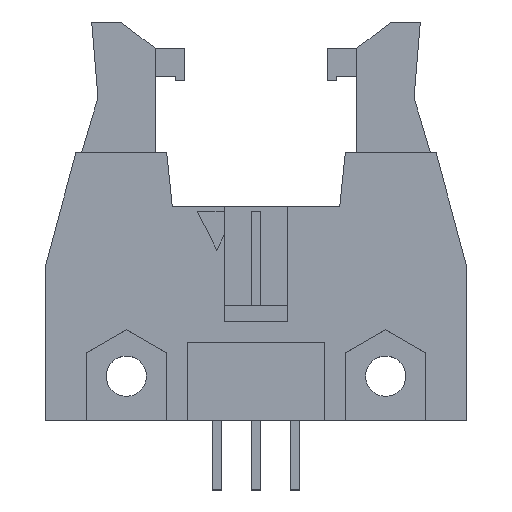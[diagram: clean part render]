
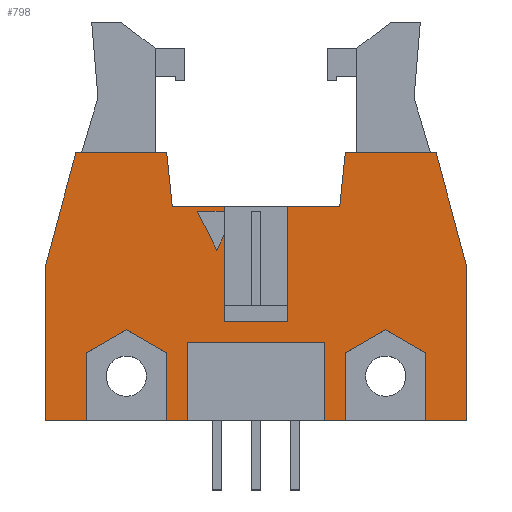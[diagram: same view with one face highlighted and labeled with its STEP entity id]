
A CAD part, top view. The second image highlights one B-rep face of the part: STEP entity #798.
In plain terms, the highlighted planar face has unit normal (0, 0, 1).
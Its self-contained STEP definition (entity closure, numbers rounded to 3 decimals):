
#798=ADVANCED_FACE('',(#1068),#936,.T.);
#936=PLANE('',#3432);
#1068=FACE_OUTER_BOUND('',#1227,.T.);
#1227=EDGE_LOOP('',(#1873,#1874,#1875,#1876,#1877,#1878,#1879,#1880,#1881,
#1882,#1883,#1884,#1885,#1886,#1887,#1888,#1889,#1890,#1891,#1892,#1893,
#1894,#1895,#1896,#1897,#1898,#1899,#1900,#1901,#1902,#1903,#1904));
#1873=ORIENTED_EDGE('',*,*,#2564,.T.);
#1874=ORIENTED_EDGE('',*,*,#2565,.T.);
#1875=ORIENTED_EDGE('',*,*,#2563,.F.);
#1876=ORIENTED_EDGE('',*,*,#2358,.F.);
#1877=ORIENTED_EDGE('',*,*,#2555,.F.);
#1878=ORIENTED_EDGE('',*,*,#2455,.F.);
#1879=ORIENTED_EDGE('',*,*,#2459,.F.);
#1880=ORIENTED_EDGE('',*,*,#2512,.F.);
#1881=ORIENTED_EDGE('',*,*,#2469,.T.);
#1882=ORIENTED_EDGE('',*,*,#2471,.T.);
#1883=ORIENTED_EDGE('',*,*,#2473,.T.);
#1884=ORIENTED_EDGE('',*,*,#2475,.T.);
#1885=ORIENTED_EDGE('',*,*,#2511,.F.);
#1886=ORIENTED_EDGE('',*,*,#2480,.T.);
#1887=ORIENTED_EDGE('',*,*,#2484,.T.);
#1888=ORIENTED_EDGE('',*,*,#2486,.T.);
#1889=ORIENTED_EDGE('',*,*,#2510,.F.);
#1890=ORIENTED_EDGE('',*,*,#2494,.T.);
#1891=ORIENTED_EDGE('',*,*,#2497,.T.);
#1892=ORIENTED_EDGE('',*,*,#2499,.T.);
#1893=ORIENTED_EDGE('',*,*,#2501,.T.);
#1894=ORIENTED_EDGE('',*,*,#2509,.F.);
#1895=ORIENTED_EDGE('',*,*,#2505,.F.);
#1896=ORIENTED_EDGE('',*,*,#2527,.F.);
#1897=ORIENTED_EDGE('',*,*,#2542,.F.);
#1898=ORIENTED_EDGE('',*,*,#2534,.F.);
#1899=ORIENTED_EDGE('',*,*,#2537,.F.);
#1900=ORIENTED_EDGE('',*,*,#2566,.T.);
#1901=ORIENTED_EDGE('',*,*,#2318,.T.);
#1902=ORIENTED_EDGE('',*,*,#2567,.T.);
#1903=ORIENTED_EDGE('',*,*,#2313,.T.);
#1904=ORIENTED_EDGE('',*,*,#2309,.T.);
#2033=VERTEX_POINT('',#4298);
#2035=VERTEX_POINT('',#4301);
#2038=VERTEX_POINT('',#4309);
#2039=VERTEX_POINT('',#4313);
#2042=VERTEX_POINT('',#4318);
#2069=VERTEX_POINT('',#4400);
#2070=VERTEX_POINT('',#4402);
#2137=VERTEX_POINT('',#4605);
#2138=VERTEX_POINT('',#4607);
#2140=VERTEX_POINT('',#4613);
#2148=VERTEX_POINT('',#4633);
#2149=VERTEX_POINT('',#4635);
#2150=VERTEX_POINT('',#4639);
#2151=VERTEX_POINT('',#4643);
#2152=VERTEX_POINT('',#4647);
#2157=VERTEX_POINT('',#4660);
#2158=VERTEX_POINT('',#4661);
#2159=VERTEX_POINT('',#4666);
#2160=VERTEX_POINT('',#4670);
#2168=VERTEX_POINT('',#4690);
#2169=VERTEX_POINT('',#4691);
#2170=VERTEX_POINT('',#4696);
#2171=VERTEX_POINT('',#4700);
#2172=VERTEX_POINT('',#4704);
#2175=VERTEX_POINT('',#4711);
#2176=VERTEX_POINT('',#4713);
#2186=VERTEX_POINT('',#4750);
#2193=VERTEX_POINT('',#4766);
#2194=VERTEX_POINT('',#4768);
#2196=VERTEX_POINT('',#4773);
#2208=VERTEX_POINT('',#4821);
#2209=VERTEX_POINT('',#4825);
#2309=EDGE_CURVE('',#2035,#2033,#2673,.T.);
#2313=EDGE_CURVE('',#2038,#2035,#2677,.T.);
#2318=EDGE_CURVE('',#2039,#2042,#2682,.T.);
#2358=EDGE_CURVE('',#2069,#2070,#2722,.T.);
#2455=EDGE_CURVE('',#2137,#2138,#2815,.T.);
#2459=EDGE_CURVE('',#2140,#2137,#2819,.T.);
#2469=EDGE_CURVE('',#2148,#2149,#2827,.T.);
#2471=EDGE_CURVE('',#2149,#2150,#2829,.T.);
#2473=EDGE_CURVE('',#2150,#2151,#2831,.T.);
#2475=EDGE_CURVE('',#2151,#2152,#2833,.T.);
#2480=EDGE_CURVE('',#2157,#2158,#2838,.T.);
#2484=EDGE_CURVE('',#2158,#2159,#2842,.T.);
#2486=EDGE_CURVE('',#2159,#2160,#2844,.T.);
#2494=EDGE_CURVE('',#2168,#2169,#2850,.T.);
#2497=EDGE_CURVE('',#2169,#2170,#2853,.T.);
#2499=EDGE_CURVE('',#2170,#2171,#2855,.T.);
#2501=EDGE_CURVE('',#2171,#2172,#2857,.T.);
#2505=EDGE_CURVE('',#2175,#2176,#2861,.T.);
#2509=EDGE_CURVE('',#2176,#2172,#2865,.T.);
#2510=EDGE_CURVE('',#2168,#2160,#2866,.T.);
#2511=EDGE_CURVE('',#2157,#2152,#2867,.T.);
#2512=EDGE_CURVE('',#2148,#2140,#2868,.T.);
#2527=EDGE_CURVE('',#2186,#2175,#2883,.T.);
#2534=EDGE_CURVE('',#2193,#2194,#2890,.T.);
#2537=EDGE_CURVE('',#2196,#2193,#2893,.T.);
#2542=EDGE_CURVE('',#2194,#2186,#2898,.T.);
#2555=EDGE_CURVE('',#2138,#2069,#2911,.T.);
#2563=EDGE_CURVE('',#2070,#2208,#2919,.T.);
#2564=EDGE_CURVE('',#2033,#2209,#2920,.T.);
#2565=EDGE_CURVE('',#2209,#2208,#2921,.T.);
#2566=EDGE_CURVE('',#2196,#2039,#2922,.T.);
#2567=EDGE_CURVE('',#2042,#2038,#2923,.T.);
#2673=LINE('',#4300,#3029);
#2677=LINE('',#4308,#3033);
#2682=LINE('',#4319,#3038);
#2722=LINE('',#4401,#3078);
#2815=LINE('',#4606,#3171);
#2819=LINE('',#4614,#3175);
#2827=LINE('',#4636,#3183);
#2829=LINE('',#4640,#3185);
#2831=LINE('',#4644,#3187);
#2833=LINE('',#4648,#3189);
#2838=LINE('',#4659,#3194);
#2842=LINE('',#4667,#3198);
#2844=LINE('',#4671,#3200);
#2850=LINE('',#4689,#3206);
#2853=LINE('',#4695,#3209);
#2855=LINE('',#4699,#3211);
#2857=LINE('',#4703,#3213);
#2861=LINE('',#4712,#3217);
#2865=LINE('',#4720,#3221);
#2866=LINE('',#4721,#3222);
#2867=LINE('',#4722,#3223);
#2868=LINE('',#4723,#3224);
#2883=LINE('',#4751,#3239);
#2890=LINE('',#4767,#3246);
#2893=LINE('',#4774,#3249);
#2898=LINE('',#4782,#3254);
#2911=LINE('',#4807,#3267);
#2919=LINE('',#4822,#3275);
#2920=LINE('',#4824,#3276);
#2921=LINE('',#4826,#3277);
#2922=LINE('',#4827,#3278);
#2923=LINE('',#4828,#3279);
#3029=VECTOR('',#3616,1.);
#3033=VECTOR('',#3622,1.);
#3038=VECTOR('',#3629,1.);
#3078=VECTOR('',#3699,1.);
#3171=VECTOR('',#3880,1.);
#3175=VECTOR('',#3886,1.);
#3183=VECTOR('',#3904,1.);
#3185=VECTOR('',#3908,1.);
#3187=VECTOR('',#3912,1.);
#3189=VECTOR('',#3916,1.);
#3194=VECTOR('',#3925,1.);
#3198=VECTOR('',#3931,1.);
#3200=VECTOR('',#3935,1.);
#3206=VECTOR('',#3951,1.);
#3209=VECTOR('',#3956,1.);
#3211=VECTOR('',#3960,1.);
#3213=VECTOR('',#3964,1.);
#3217=VECTOR('',#3970,1.);
#3221=VECTOR('',#3976,1.);
#3222=VECTOR('',#3977,1.);
#3223=VECTOR('',#3978,1.);
#3224=VECTOR('',#3979,1.);
#3239=VECTOR('',#4004,1.);
#3246=VECTOR('',#4015,1.);
#3249=VECTOR('',#4020,1.);
#3254=VECTOR('',#4029,1.);
#3267=VECTOR('',#4052,1.);
#3275=VECTOR('',#4066,1.);
#3276=VECTOR('',#4069,1.);
#3277=VECTOR('',#4070,1.);
#3278=VECTOR('',#4071,1.);
#3279=VECTOR('',#4072,1.);
#3432=AXIS2_PLACEMENT_3D('',#4829,#4073,#4074);
#3616=DIRECTION('',(-0.447,0.894,0.));
#3622=DIRECTION('',(-0.447,-0.894,0.));
#3629=DIRECTION('',(-1.,0.,0.));
#3699=DIRECTION('',(0.103,-0.995,0.));
#3880=DIRECTION('',(0.259,0.966,0.));
#3886=DIRECTION('',(0.,1.,0.));
#3904=DIRECTION('',(0.,1.,0.));
#3908=DIRECTION('',(0.866,0.5,0.));
#3912=DIRECTION('',(0.866,-0.5,0.));
#3916=DIRECTION('',(0.,-1.,0.));
#3925=DIRECTION('',(0.,1.,0.));
#3931=DIRECTION('',(1.,0.,0.));
#3935=DIRECTION('',(0.,-1.,0.));
#3951=DIRECTION('',(0.,1.,0.));
#3956=DIRECTION('',(0.866,0.5,0.));
#3960=DIRECTION('',(0.866,-0.5,0.));
#3964=DIRECTION('',(0.,-1.,0.));
#3970=DIRECTION('',(0.,-1.,0.));
#3976=DIRECTION('',(-1.,0.,0.));
#3977=DIRECTION('',(-1.,0.,0.));
#3978=DIRECTION('',(-1.,0.,0.));
#3979=DIRECTION('',(-1.,0.,0.));
#4004=DIRECTION('',(0.259,-0.966,0.));
#4015=DIRECTION('',(0.103,0.995,0.));
#4020=DIRECTION('',(1.,0.,0.));
#4029=DIRECTION('',(1.,0.,0.));
#4052=DIRECTION('',(1.,0.,0.));
#4066=DIRECTION('',(1.,0.,0.));
#4069=DIRECTION('',(1.,0.,0.));
#4070=DIRECTION('',(0.,1.,0.));
#4071=DIRECTION('',(0.,-1.,0.));
#4072=DIRECTION('',(0.,1.,0.));
#4073=DIRECTION('',(0.,0.,1.));
#4074=DIRECTION('',(1.,0.,0.));
#4298=CARTESIAN_POINT('',(-21.813,16.09,8.5));
#4300=CARTESIAN_POINT('',(-20.563,13.59,8.5));
#4301=CARTESIAN_POINT('',(-20.563,13.59,8.5));
#4308=CARTESIAN_POINT('',(-20.073,14.57,8.5));
#4309=CARTESIAN_POINT('',(-20.073,14.57,8.5));
#4313=CARTESIAN_POINT('',(-15.973,8.99,8.5));
#4318=CARTESIAN_POINT('',(-20.073,8.99,8.5));
#4319=CARTESIAN_POINT('',(-15.973,8.99,8.5));
#4400=CARTESIAN_POINT('',(-23.798,19.89,8.5));
#4401=CARTESIAN_POINT('',(-23.798,19.89,8.5));
#4402=CARTESIAN_POINT('',(-23.434,16.39,8.5));
#4605=CARTESIAN_POINT('',(-31.623,12.59,8.5));
#4606=CARTESIAN_POINT('',(-31.623,12.59,8.5));
#4607=CARTESIAN_POINT('',(-29.667,19.89,8.5));
#4613=CARTESIAN_POINT('',(-31.623,2.59,8.5));
#4614=CARTESIAN_POINT('',(-31.623,2.59,8.5));
#4633=CARTESIAN_POINT('',(-29.003,2.59,8.5));
#4635=CARTESIAN_POINT('',(-29.003,6.945,8.5));
#4636=CARTESIAN_POINT('',(-29.003,2.59,8.5));
#4639=CARTESIAN_POINT('',(-26.403,8.446,8.5));
#4640=CARTESIAN_POINT('',(-29.003,6.945,8.5));
#4643=CARTESIAN_POINT('',(-23.803,6.945,8.5));
#4644=CARTESIAN_POINT('',(-26.403,8.446,8.5));
#4647=CARTESIAN_POINT('',(-23.803,2.59,8.5));
#4648=CARTESIAN_POINT('',(-23.803,6.945,8.5));
#4659=CARTESIAN_POINT('',(-22.483,2.59,8.5));
#4660=CARTESIAN_POINT('',(-22.483,2.59,8.5));
#4661=CARTESIAN_POINT('',(-22.483,7.59,8.5));
#4666=CARTESIAN_POINT('',(-13.563,7.59,8.5));
#4667=CARTESIAN_POINT('',(-22.483,7.59,8.5));
#4670=CARTESIAN_POINT('',(-13.563,2.59,8.5));
#4671=CARTESIAN_POINT('',(-13.563,7.59,8.5));
#4689=CARTESIAN_POINT('',(-12.243,2.59,8.5));
#4690=CARTESIAN_POINT('',(-12.243,2.59,8.5));
#4691=CARTESIAN_POINT('',(-12.243,6.945,8.5));
#4695=CARTESIAN_POINT('',(-12.243,6.945,8.5));
#4696=CARTESIAN_POINT('',(-9.643,8.446,8.5));
#4699=CARTESIAN_POINT('',(-9.643,8.446,8.5));
#4700=CARTESIAN_POINT('',(-7.043,6.945,8.5));
#4703=CARTESIAN_POINT('',(-7.043,6.945,8.5));
#4704=CARTESIAN_POINT('',(-7.043,2.59,8.5));
#4711=CARTESIAN_POINT('',(-4.423,12.59,8.5));
#4712=CARTESIAN_POINT('',(-4.423,12.59,8.5));
#4713=CARTESIAN_POINT('',(-4.423,2.59,8.5));
#4720=CARTESIAN_POINT('',(-4.473,2.59,8.5));
#4721=CARTESIAN_POINT('',(-12.243,2.59,8.5));
#4722=CARTESIAN_POINT('',(-22.483,2.59,8.5));
#4723=CARTESIAN_POINT('',(-29.003,2.59,8.5));
#4750=CARTESIAN_POINT('',(-6.379,19.89,8.5));
#4751=CARTESIAN_POINT('',(-6.379,19.89,8.5));
#4766=CARTESIAN_POINT('',(-12.613,16.39,8.5));
#4767=CARTESIAN_POINT('',(-12.613,16.39,8.5));
#4768=CARTESIAN_POINT('',(-12.249,19.89,8.5));
#4773=CARTESIAN_POINT('',(-15.973,16.39,8.5));
#4774=CARTESIAN_POINT('',(-15.973,16.39,8.5));
#4782=CARTESIAN_POINT('',(-12.249,19.89,8.5));
#4807=CARTESIAN_POINT('',(-29.617,19.89,8.5));
#4821=CARTESIAN_POINT('',(-20.073,16.39,8.5));
#4822=CARTESIAN_POINT('',(-23.434,16.39,8.5));
#4824=CARTESIAN_POINT('',(-21.813,16.09,8.5));
#4825=CARTESIAN_POINT('',(-20.073,16.09,8.5));
#4826=CARTESIAN_POINT('',(-20.073,16.09,8.5));
#4827=CARTESIAN_POINT('',(-15.973,16.39,8.5));
#4828=CARTESIAN_POINT('',(-20.073,8.99,8.5));
#4829=CARTESIAN_POINT('',(-32.928,1.725,8.5));
